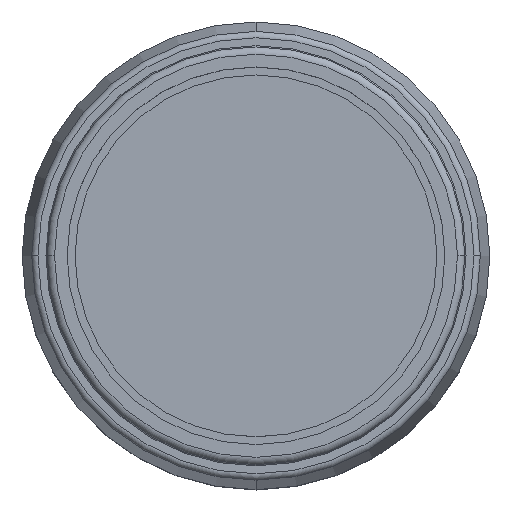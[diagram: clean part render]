
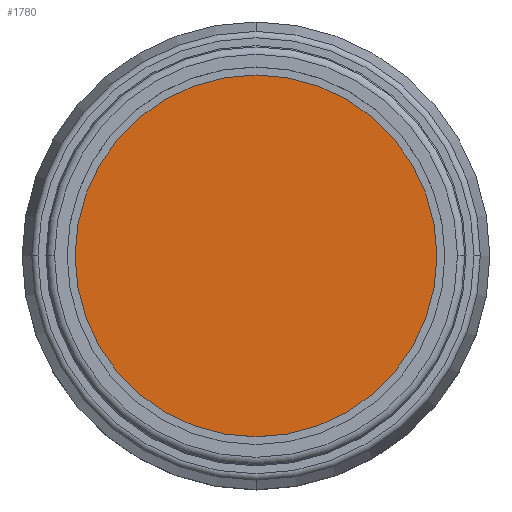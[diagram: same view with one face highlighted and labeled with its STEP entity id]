
A CAD part, top view. The second image highlights one B-rep face of the part: STEP entity #1780.
In plain terms, the highlighted planar face has unit normal (0, 0, 1).
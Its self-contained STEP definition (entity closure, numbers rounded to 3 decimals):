
#828=CARTESIAN_POINT('',(0.0,11.41,10.));
#829=VERTEX_POINT('',#828);
#838=CARTESIAN_POINT('',(0.,-11.41,10.));
#839=VERTEX_POINT('',#838);
#840=CARTESIAN_POINT('',(0.0,0.0,10.));
#841=DIRECTION('',(0.0,0.0,1.0));
#842=DIRECTION('',(0.0,1.0,0.0));
#843=AXIS2_PLACEMENT_3D('',#840,#841,#842);
#844=CIRCLE('',#843,11.41);
#845=EDGE_CURVE('',#839,#829,#844,.T.);
#1761=CARTESIAN_POINT('',(0.0,0.0,10.));
#1762=DIRECTION('',(0.0,0.0,1.0));
#1763=DIRECTION('',(0.0,1.0,0.0));
#1764=AXIS2_PLACEMENT_3D('',#1761,#1762,#1763);
#1765=CIRCLE('',#1764,11.41);
#1766=EDGE_CURVE('',#829,#839,#1765,.T.);
#1771=CARTESIAN_POINT('',(0.0,5.705,10.));
#1772=DIRECTION('',(0.0,0.0,1.0));
#1773=DIRECTION('',(1.0,0.0,0.0));
#1774=AXIS2_PLACEMENT_3D('',#1771,#1772,#1773);
#1775=PLANE('',#1774);
#1776=ORIENTED_EDGE('',*,*,#1766,.T.);
#1777=ORIENTED_EDGE('',*,*,#845,.T.);
#1778=EDGE_LOOP('',(#1776,#1777));
#1779=FACE_OUTER_BOUND('',#1778,.T.);
#1780=ADVANCED_FACE('',(#1779),#1775,.T.);
